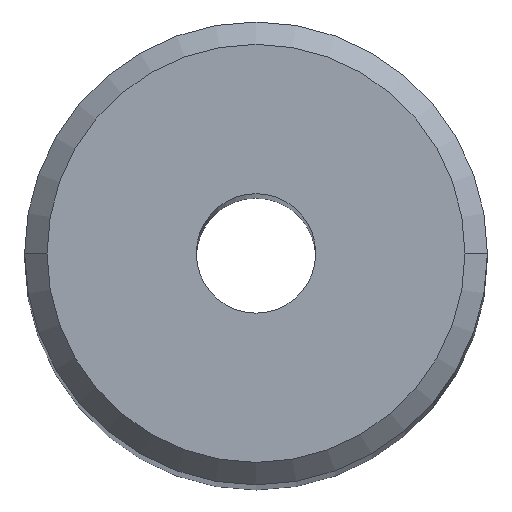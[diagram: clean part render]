
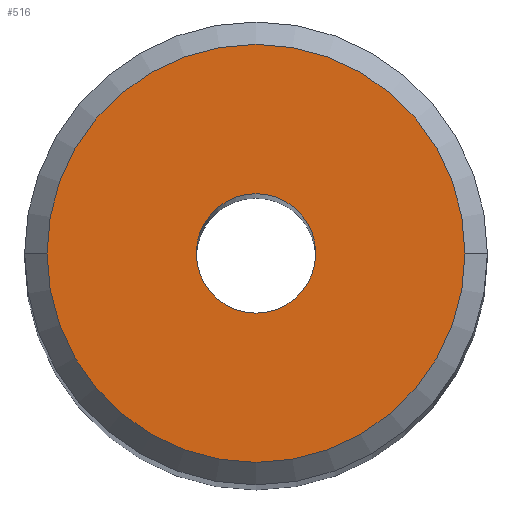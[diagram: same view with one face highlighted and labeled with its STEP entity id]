
A CAD part, top view. The second image highlights one B-rep face of the part: STEP entity #516.
In plain terms, the highlighted planar face has unit normal (0, 0, 1).
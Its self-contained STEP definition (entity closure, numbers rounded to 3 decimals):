
#422=EDGE_CURVE('NONE',#948,#786,#1120,.T.);
#516=ADVANCED_FACE('NONE',(#1225,#1226),#1227,.T.);
#540=VERTEX_POINT('NONE',#1254);
#600=EDGE_CURVE('NONE',#1036,#540,#1320,.T.);
#710=EDGE_CURVE('NONE',#786,#948,#1440,.T.);
#786=VERTEX_POINT('NONE',#1524);
#948=VERTEX_POINT('NONE',#1706);
#988=EDGE_CURVE('NONE',#540,#1036,#1750,.T.);
#1036=VERTEX_POINT('NONE',#1802);
#1120=CIRCLE('',#1906,14.);
#1225=FACE_OUTER_BOUND('',#2089,.T.);
#1226=FACE_BOUND('',#2090,.T.);
#1227=PLANE('',#2091);
#1254=CARTESIAN_POINT('',(-4.,0.0,200.0));
#1320=CIRCLE('',#2214,4.);
#1440=CIRCLE('',#2385,14.);
#1524=CARTESIAN_POINT('',(-14.,0.0,200.0));
#1706=CARTESIAN_POINT('',(14.,0.,200.0));
#1750=CIRCLE('',#2902,4.);
#1802=CARTESIAN_POINT('',(4.,0.,200.0));
#1906=AXIS2_PLACEMENT_3D('',#3109,#3110,#3111);
#2089=EDGE_LOOP('',(#3249,#3250));
#2090=EDGE_LOOP('',(#3251,#3252));
#2091=AXIS2_PLACEMENT_3D('',#3253,#3254,#3255);
#2214=AXIS2_PLACEMENT_3D('',#3347,#3348,#3349);
#2385=AXIS2_PLACEMENT_3D('',#3474,#3475,#3476);
#2902=AXIS2_PLACEMENT_3D('',#3855,#3856,#3857);
#3109=CARTESIAN_POINT('',(0.0,0.0,200.0));
#3110=DIRECTION('',(0.0,0.0,1.0));
#3111=DIRECTION('',(1.0,0.0,0.0));
#3249=ORIENTED_EDGE('',*,*,#710,.T.);
#3250=ORIENTED_EDGE('',*,*,#422,.T.);
#3251=ORIENTED_EDGE('',*,*,#988,.F.);
#3252=ORIENTED_EDGE('',*,*,#600,.F.);
#3253=CARTESIAN_POINT('',(0.0,15.5,200.0));
#3254=DIRECTION('',(0.0,0.0,1.0));
#3255=DIRECTION('',(1.0,0.0,0.0));
#3347=CARTESIAN_POINT('',(0.0,0.0,200.0));
#3348=DIRECTION('',(0.0,0.0,1.0));
#3349=DIRECTION('',(1.0,0.0,0.0));
#3474=CARTESIAN_POINT('',(0.0,0.0,200.0));
#3475=DIRECTION('',(0.0,0.0,1.0));
#3476=DIRECTION('',(1.0,0.0,0.0));
#3855=CARTESIAN_POINT('',(0.0,0.0,200.0));
#3856=DIRECTION('',(0.0,0.0,1.0));
#3857=DIRECTION('',(1.0,0.0,0.0));
